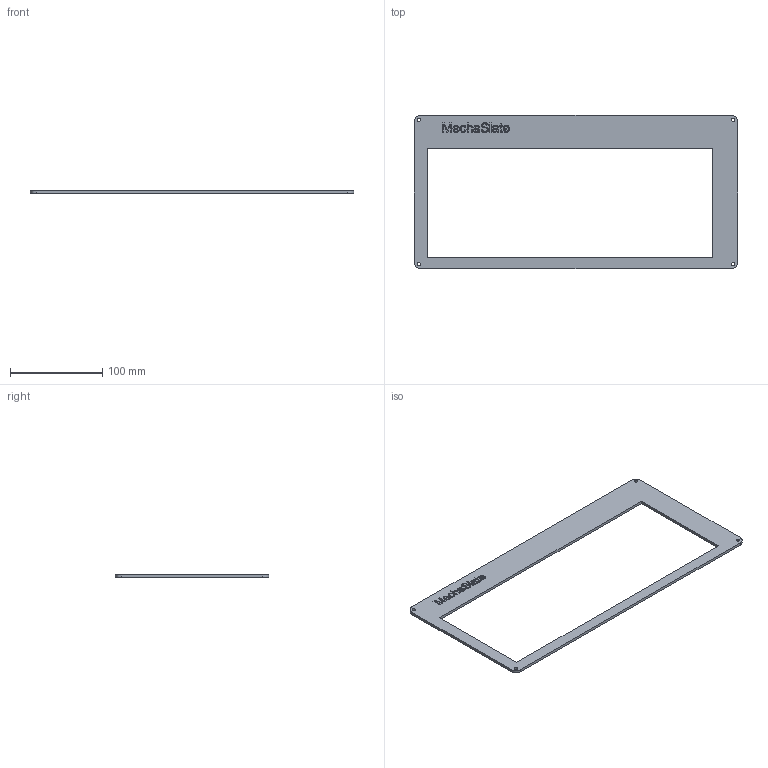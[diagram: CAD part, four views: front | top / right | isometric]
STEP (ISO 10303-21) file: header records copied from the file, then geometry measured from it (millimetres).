
FILE_DESCRIPTION(/* description */ (''),/* implementation_level */ '2;1');
FILE_NAME(/* name */ 'Top v6.step',/* time_stamp */ '2025-06-28T13:48:22-05:00',/* author */ (''),/* organization */ (''),/* preprocessor_version */ 'ST-DEVELOPER v20.1',/* originating_system */ 'Autodesk Translation Framework v14.10.0.0',/* authorisation */ '');
FILE_SCHEMA (('AUTOMOTIVE_DESIGN { 1 0 10303 214 3 1 1 }'));
Length unit declared in the file: millimetre
Products named in the file (1): Top
Bounding box: 350.2 x 166.2 x 3 mm (x, y, z)
Volume: 64594 mm3; surface area: 49430.4 mm2
Topology: 1 solids, 1 shells, 256 faces, 720 edges, 480 vertices
Faces by surface type: bspline 169, plane 79, cylinder 8
Full cylindrical faces by diameter (mm): 3.4 x4
Entity records: 9843 total; most frequent: CARTESIAN_POINT 4330, ORIENTED_EDGE 1440, EDGE_CURVE 720, DIRECTION 574, VERTEX_POINT 480, LINE 366, VECTOR 366, B_SPLINE_CURVE_WITH_KNOTS 338
